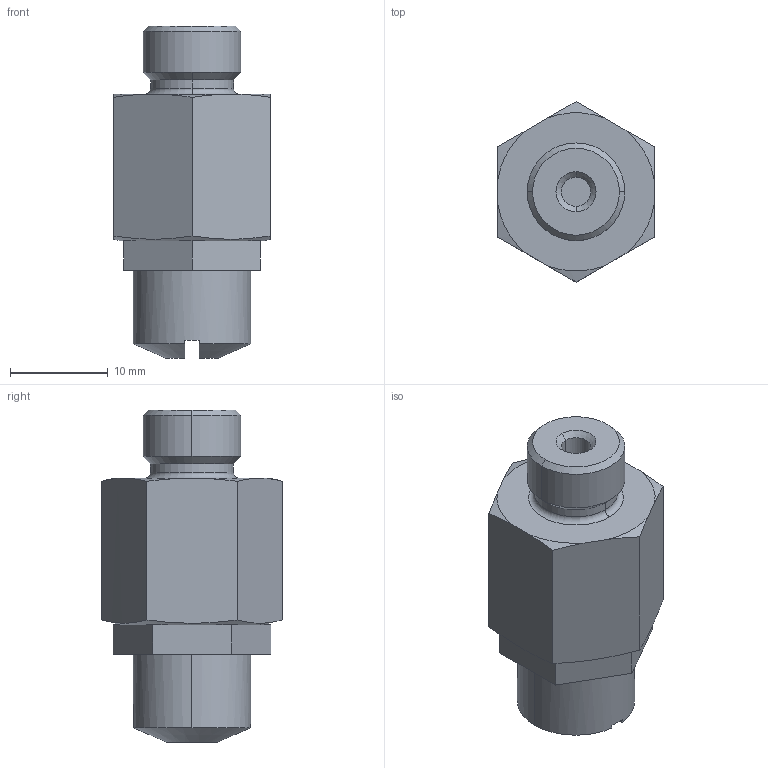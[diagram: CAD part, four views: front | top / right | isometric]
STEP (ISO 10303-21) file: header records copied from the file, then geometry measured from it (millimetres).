
FILE_DESCRIPTION(/* description */ ('VariCAD 2016-1.06 AP-214'),/* implementation_level */ '2;1');
FILE_NAME(/* name */ 'svm_18-.stp',/* time_stamp */ '2016-06-16T12:30:13+02:00',/* author */ (''),/* organization */ (''),/* preprocessor_version */ 'ST-DEVELOPER v14',/* originating_system */ 'VariCAD 2016-1.06; kernel version (20130303)',/* authorisation */ '');
FILE_SCHEMA (('AUTOMOTIVE_DESIGN'));
Length unit declared in the file: millimetre
Products named in the file (2): svm_18-; 63-1818-Mini-SV-Achtel
Assembly tree (1 placements, depth 2):
  svm_18-
    63-1818-Mini-SV-Achtel
Bounding box: 16 x 18.48 x 34 mm (x, y, z)
Volume: 4178 mm3; surface area: 2623 mm2
Topology: 1 solids, 1 shells, 67 faces, 159 edges, 99 vertices
Faces by surface type: plane 35, cone 20, cylinder 10, torus 2
Entity records: 2034 total; most frequent: CARTESIAN_POINT 429, DIRECTION 340, ORIENTED_EDGE 318, EDGE_CURVE 159, AXIS2_PLACEMENT_3D 134, VERTEX_POINT 99, EDGE_LOOP 72, LINE 72
